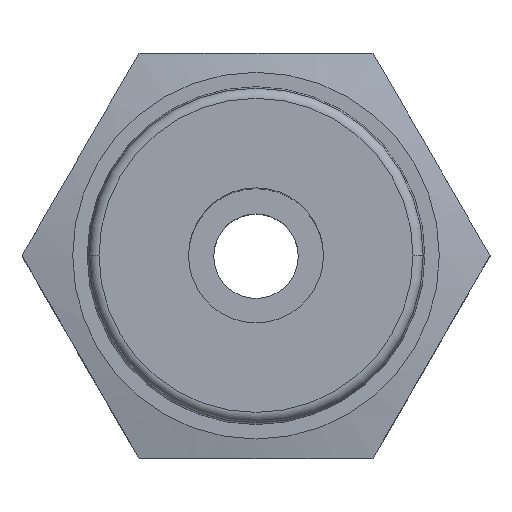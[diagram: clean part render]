
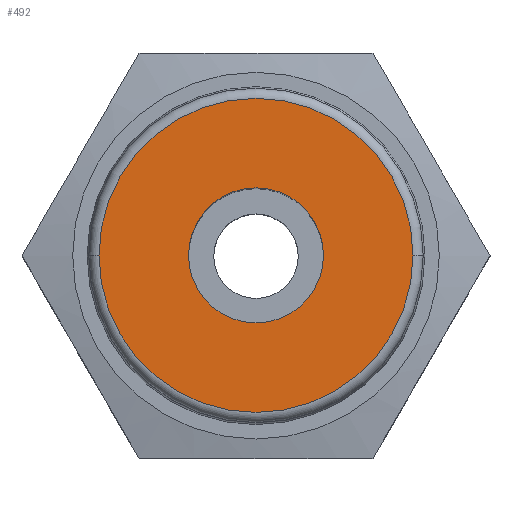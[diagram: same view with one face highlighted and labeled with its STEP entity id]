
A CAD part, top view. The second image highlights one B-rep face of the part: STEP entity #492.
In plain terms, the highlighted planar face has unit normal (0, 0, 1).
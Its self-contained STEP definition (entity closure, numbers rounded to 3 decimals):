
#38=FACE_BOUND('',#107,.T.);
#47=PLANE('',#547);
#71=FACE_OUTER_BOUND('',#106,.T.);
#106=EDGE_LOOP('',(#370,#371));
#107=EDGE_LOOP('',(#372,#373));
#190=CIRCLE('',#533,4.65);
#194=CIRCLE('',#538,4.65);
#199=CIRCLE('',#548,2.);
#200=CIRCLE('',#549,2.);
#225=VERTEX_POINT('',#778);
#226=VERTEX_POINT('',#780);
#232=VERTEX_POINT('',#805);
#233=VERTEX_POINT('',#806);
#273=EDGE_CURVE('',#226,#225,#190,.T.);
#277=EDGE_CURVE('',#225,#226,#194,.T.);
#286=EDGE_CURVE('',#232,#233,#199,.T.);
#287=EDGE_CURVE('',#233,#232,#200,.T.);
#370=ORIENTED_EDGE('',*,*,#273,.T.);
#371=ORIENTED_EDGE('',*,*,#277,.T.);
#372=ORIENTED_EDGE('',*,*,#286,.F.);
#373=ORIENTED_EDGE('',*,*,#287,.F.);
#492=ADVANCED_FACE('',(#71,#38),#47,.T.);
#533=AXIS2_PLACEMENT_3D('',#781,#622,#623);
#538=AXIS2_PLACEMENT_3D('',#787,#632,#633);
#547=AXIS2_PLACEMENT_3D('',#804,#654,#655);
#548=AXIS2_PLACEMENT_3D('',#807,#656,#657);
#549=AXIS2_PLACEMENT_3D('',#808,#658,#659);
#622=DIRECTION('center_axis',(0.,0.,1.));
#623=DIRECTION('ref_axis',(-1.,0.,0.));
#632=DIRECTION('center_axis',(0.,0.,1.));
#633=DIRECTION('ref_axis',(1.,0.,0.));
#654=DIRECTION('center_axis',(0.,0.,1.));
#655=DIRECTION('ref_axis',(0.,-1.,0.));
#656=DIRECTION('center_axis',(0.,0.,1.));
#657=DIRECTION('ref_axis',(1.,0.,0.));
#658=DIRECTION('center_axis',(0.,0.,1.));
#659=DIRECTION('ref_axis',(-1.,0.,0.));
#778=CARTESIAN_POINT('',(4.65,0.,21.));
#780=CARTESIAN_POINT('',(-4.65,0.,21.));
#781=CARTESIAN_POINT('Origin',(0.,0.,21.));
#787=CARTESIAN_POINT('Origin',(0.,0.,21.));
#804=CARTESIAN_POINT('Origin',(-5.15,5.15,21.));
#805=CARTESIAN_POINT('',(2.,0.,21.));
#806=CARTESIAN_POINT('',(-2.,0.,21.));
#807=CARTESIAN_POINT('Origin',(0.,0.,21.));
#808=CARTESIAN_POINT('Origin',(0.,0.,21.));
